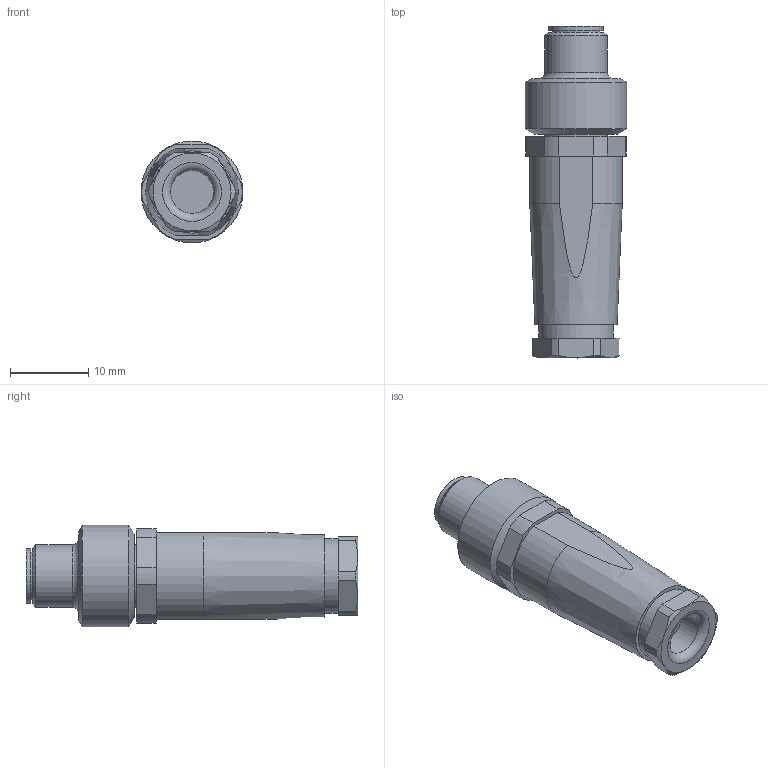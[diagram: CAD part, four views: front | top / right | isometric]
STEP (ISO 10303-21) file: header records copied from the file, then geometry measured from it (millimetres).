
FILE_DESCRIPTION(/* description */ (''),/* implementation_level */ '2;1');
FILE_NAME(/* name */ 'VK003079.stp',/* time_stamp */ '2016-10-12T08:40:08+02:00',/* author */ ('mitarbeiter'),/* organization */ (''),/* preprocessor_version */ 'ST-DEVELOPER v15.2',/* originating_system */ 'Autodesk Inventor 2014',/* authorisation */ '');
FILE_SCHEMA (('AUTOMOTIVE_DESIGN { 1 0 10303 214 3 1 1 }'));
Length unit declared in the file: millimetre
Products named in the file (1): VK003079
Bounding box: 13 x 42.36 x 13 mm (x, y, z)
Volume: 3833.7 mm3; surface area: 2046.1 mm2
Topology: 1 solids, 1 shells, 68 faces, 166 edges, 110 vertices
Faces by surface type: plane 26, cylinder 26, torus 7, cone 5, sphere 4
Full cylindrical faces by diameter (mm): 0.98 x4, 5.5 x1, 5.8 x1, 6.2 x1, 6.9 x1, 8 x2, 9.5 x1, 13 x1
Entity records: 2608 total; most frequent: CARTESIAN_POINT 1163, DIRECTION 314, ORIENTED_EDGE 240, AXIS2_PLACEMENT_3D 133, EDGE_CURVE 120, EDGE_LOOP 106, VERTEX_POINT 92, FACE_OUTER_BOUND 68
